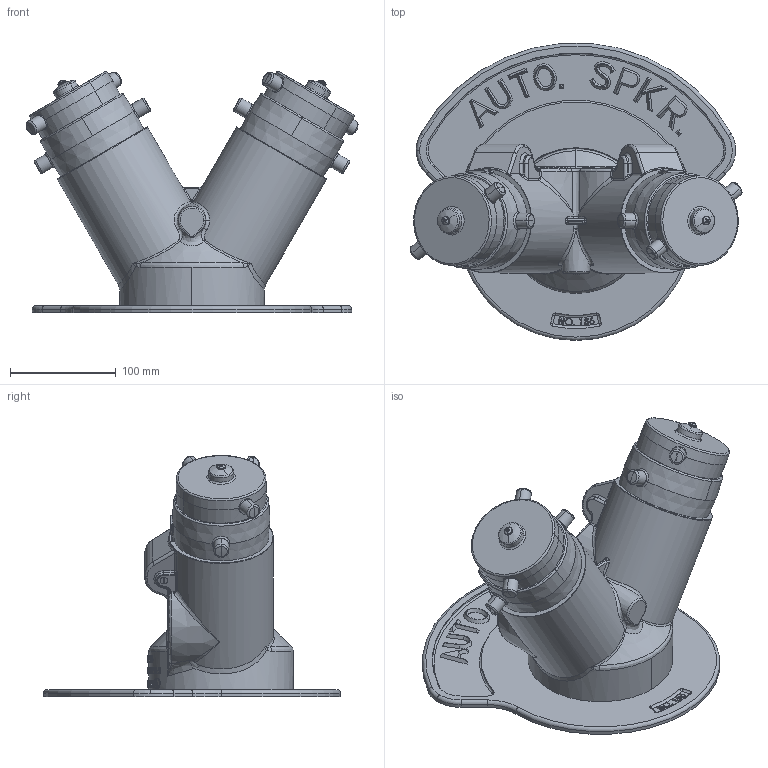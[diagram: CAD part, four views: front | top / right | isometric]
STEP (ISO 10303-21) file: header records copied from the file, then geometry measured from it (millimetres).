
FILE_DESCRIPTION (( 'STEP AP214' ), '1' );
FILE_NAME ('156(2.5X2.5X4)00498001.STEP', '2021-05-10T17:11:19', ( '' ), ( '' ), 'SwSTEP 2.0', 'SolidWorks 2019', '' );
FILE_SCHEMA (( 'AUTOMOTIVE_DESIGN' ));
Length unit declared in the file: inch
Products named in the file (1): 156(2.5X2.5X4)00498001
Bounding box: 313.44 x 280.44 x 227.54 mm (x, y, z)
Volume: 1892293 mm3; surface area: 401032.1 mm2
Topology: 1 solids, 4 shells, 1577 faces, 3985 edges, 2482 vertices
Faces by surface type: plane 624, bspline 536, cylinder 238, torus 91, cone 67, sphere 21
Entity records: 97799 total; most frequent: CARTESIAN_POINT 63102, ORIENTED_EDGE 7892, DIRECTION 5569, EDGE_CURVE 3946, VERTEX_POINT 2482, AXIS2_PLACEMENT_3D 1996, EDGE_LOOP 1690, ADVANCED_FACE 1577
